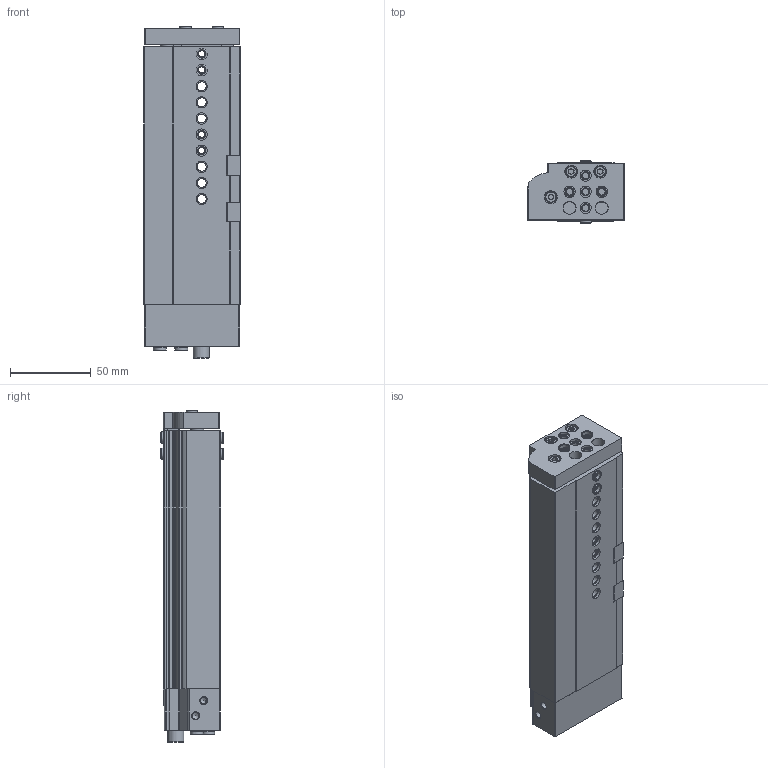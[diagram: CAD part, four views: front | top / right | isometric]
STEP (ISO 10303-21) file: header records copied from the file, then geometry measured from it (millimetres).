
FILE_DESCRIPTION(/* description */ ('STEP AP214'),/* implementation_level */ '2;1');
FILE_NAME(/* name */ '570184_DGSL-12-80-EA',/* time_stamp */ '2024-08-16T00:52:29+02:00',/* author */ ('License CC BY-ND 4.0'),/* organization */ ('CADENAS'),/* preprocessor_version */ 'ST-DEVELOPER v19.3',/* originating_system */ 'PARTsolutions',/* authorisation */ ' ');
FILE_SCHEMA (('AUTOMOTIVE_DESIGN {1 0 10303 214 3 1 1}'));
Length unit declared in the file: millimetre
Products named in the file (8): 570184 DGSL-12-80-EA---(0); DGSL-12---(80-0-0-40-zr); 1184679 DYEF-S-M10-Y1; 174308 B-M5-B; 686786 DGSL-12-AS; 686802 DGSL-12-AS; DGSL-12---(80-0-JP); 8146544 ZBH-7-B
Assembly tree (14 placements, depth 2):
  570184 DGSL-12-80-EA---(0)
    DGSL-12---(80-0-0-40-zr)
    1184679 DYEF-S-M10-Y1  x2
    174308 B-M5-B  x2
    686786 DGSL-12-AS
    686802 DGSL-12-AS
    DGSL-12---(80-0-JP)
    8146544 ZBH-7-B  x6
Bounding box: 60 x 38.6 x 206.1 mm (x, y, z)
Volume: 305149.5 mm3; surface area: 96429 mm2
Topology: 14 solids, 14 shells, 694 faces, 1705 edges, 1109 vertices
Faces by surface type: plane 345, cylinder 259, cone 69, torus 21
Full cylindrical faces by diameter (mm): 2.459 x1, 3.242 x2, 4 x2, 4.134 x17, 5 x2, 5.5 x6, 6 x4, 7 x29, 7.2 x2, 7.8 x2, 8 x16, 8.08 x2, 8.917 x2, 9 x12, 10 x2, 16 x2
Entity records: 18144 total; most frequent: CARTESIAN_POINT 3182, DIRECTION 3169, ORIENTED_EDGE 2748, EDGE_CURVE 1374, AXIS2_PLACEMENT_3D 1201, VERTEX_POINT 999, FACE_BOUND 925, EDGE_LOOP 918
